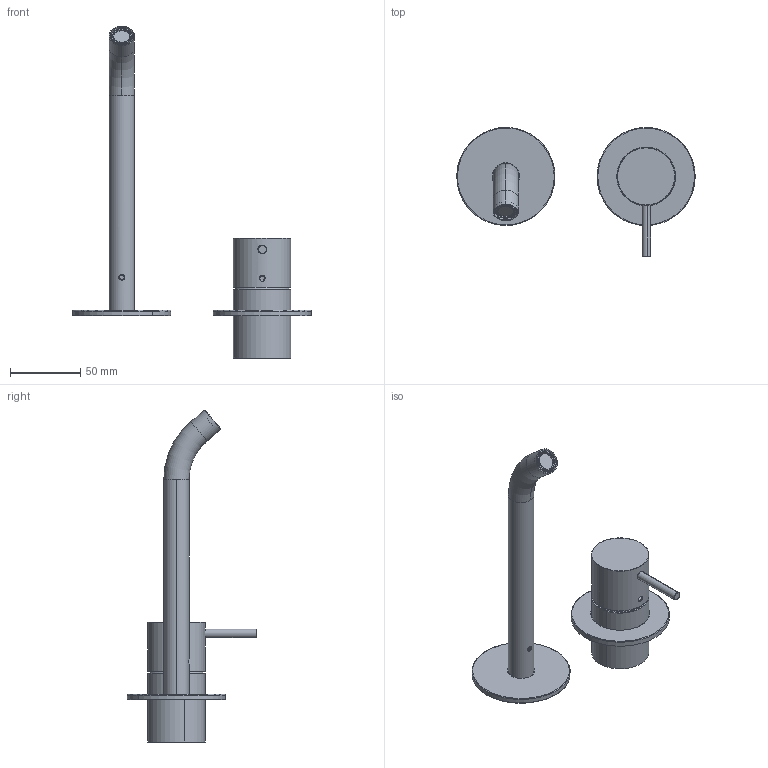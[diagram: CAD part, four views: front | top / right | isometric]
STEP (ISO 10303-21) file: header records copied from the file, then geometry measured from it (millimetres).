
FILE_DESCRIPTION (( 'STEP AP214' ), '1' );
FILE_NAME ('C35.0009 3D.STEP', '2023-01-19T09:49:29', ( '' ), ( '' ), 'SwSTEP 2.0', 'SolidWorks 2022', '' );
FILE_SCHEMA (( 'AUTOMOTIVE_DESIGN' ));
Length unit declared in the file: millimetre
Products named in the file (8): 0041.008.00; C35.0009 3D; Areador M16.5x1; 0039.015.00; 0041.007.00; 0041.001.00; 0041.003.00; 0044.000.23
Assembly tree (7 placements, depth 2):
  C35.0009 3D
    0041.001.00
    0041.003.00
    0041.007.00
    0041.008.00
    Areador M16.5x1
    0044.000.23
    0039.015.00
Bounding box: 169.99 x 92.22 x 236.66 mm (x, y, z)
Volume: 61521.3 mm3; surface area: 67296.8 mm2
Topology: 7 solids, 7 shells, 222 faces, 530 edges, 332 vertices
Faces by surface type: cylinder 86, plane 70, cone 38, torus 26, bspline 2
Entity records: 8626 total; most frequent: CARTESIAN_POINT 2921, DIRECTION 1221, ORIENTED_EDGE 1048, EDGE_CURVE 524, AXIS2_PLACEMENT_3D 512, VERTEX_POINT 332, CIRCLE 282, EDGE_LOOP 252
